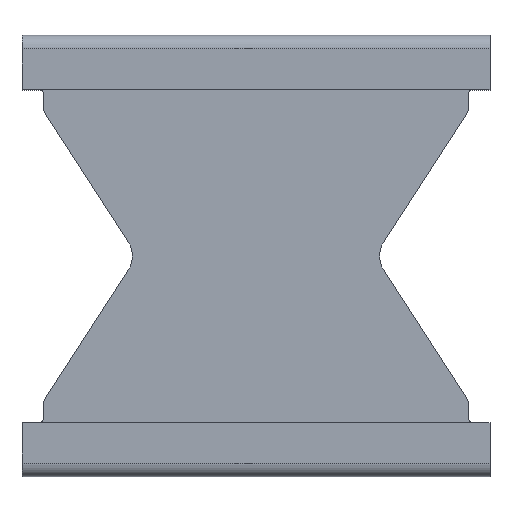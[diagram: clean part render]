
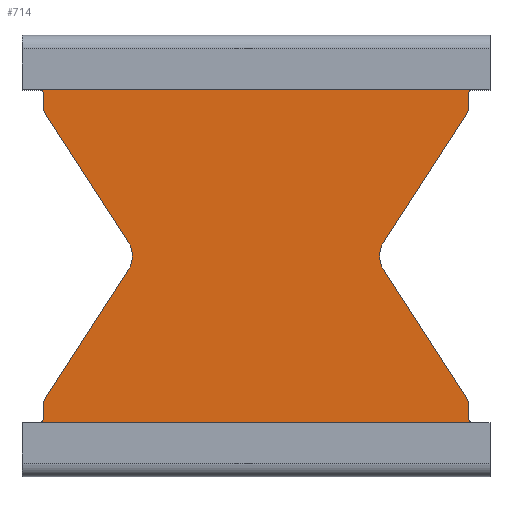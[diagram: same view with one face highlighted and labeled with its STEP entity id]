
A CAD part, top view. The second image highlights one B-rep face of the part: STEP entity #714.
In plain terms, the highlighted planar face has unit normal (0, 0, 1).
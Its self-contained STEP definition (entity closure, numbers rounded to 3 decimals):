
#68=FACE_OUTER_BOUND('',#106,.T.);
#106=EDGE_LOOP('',(#631,#632,#633,#634,#635,#636,#637,#638,#639,#640,#641,
#642,#643,#644,#645,#646,#647,#648,#649,#650));
#108=CIRCLE('',#741,5.);
#110=CIRCLE('',#749,1.);
#112=CIRCLE('',#753,1.);
#116=CIRCLE('',#759,1.);
#117=CIRCLE('',#762,1.);
#126=CIRCLE('',#781,5.);
#127=CIRCLE('',#792,1.);
#128=CIRCLE('',#795,1.);
#129=CIRCLE('',#798,1.);
#130=CIRCLE('',#801,1.);
#144=LINE('',#1054,#218);
#148=LINE('',#1066,#222);
#156=LINE('',#1091,#230);
#160=LINE('',#1102,#234);
#190=LINE('',#1179,#264);
#194=LINE('',#1188,#268);
#195=LINE('',#1191,#269);
#198=LINE('',#1199,#272);
#201=LINE('',#1210,#275);
#204=LINE('',#1217,#278);
#218=VECTOR('',#839,28.623);
#222=VECTOR('',#851,2.805);
#230=VECTOR('',#877,2.805);
#234=VECTOR('',#889,28.623);
#264=VECTOR('',#961,120.128);
#268=VECTOR('',#973,120.128);
#269=VECTOR('',#976,28.623);
#272=VECTOR('',#985,2.805);
#275=VECTOR('',#1000,2.805);
#278=VECTOR('',#1009,28.623);
#286=VERTEX_POINT('',#1029);
#287=VERTEX_POINT('',#1030);
#291=VERTEX_POINT('',#1039);
#294=VERTEX_POINT('',#1047);
#296=VERTEX_POINT('',#1053);
#298=VERTEX_POINT('',#1059);
#300=VERTEX_POINT('',#1065);
#307=VERTEX_POINT('',#1086);
#308=VERTEX_POINT('',#1090);
#310=VERTEX_POINT('',#1096);
#334=VERTEX_POINT('',#1165);
#335=VERTEX_POINT('',#1166);
#336=VERTEX_POINT('',#1173);
#338=VERTEX_POINT('',#1182);
#339=VERTEX_POINT('',#1190);
#340=VERTEX_POINT('',#1194);
#341=VERTEX_POINT('',#1198);
#342=VERTEX_POINT('',#1205);
#343=VERTEX_POINT('',#1209);
#344=VERTEX_POINT('',#1213);
#352=EDGE_CURVE('',#286,#287,#108,.T.);
#363=EDGE_CURVE('',#287,#296,#144,.T.);
#366=EDGE_CURVE('',#296,#298,#110,.T.);
#369=EDGE_CURVE('',#298,#300,#148,.T.);
#372=EDGE_CURVE('',#300,#294,#112,.T.);
#381=EDGE_CURVE('',#291,#307,#116,.T.);
#382=EDGE_CURVE('',#307,#308,#156,.T.);
#385=EDGE_CURVE('',#308,#310,#117,.T.);
#388=EDGE_CURVE('',#310,#286,#160,.T.);
#420=EDGE_CURVE('',#334,#335,#126,.T.);
#427=EDGE_CURVE('',#336,#291,#190,.T.);
#432=EDGE_CURVE('',#294,#338,#194,.T.);
#433=EDGE_CURVE('',#335,#339,#195,.T.);
#435=EDGE_CURVE('',#339,#340,#127,.T.);
#437=EDGE_CURVE('',#340,#341,#198,.T.);
#439=EDGE_CURVE('',#341,#338,#128,.T.);
#440=EDGE_CURVE('',#336,#342,#129,.T.);
#442=EDGE_CURVE('',#342,#343,#201,.T.);
#444=EDGE_CURVE('',#343,#344,#130,.T.);
#446=EDGE_CURVE('',#344,#334,#204,.T.);
#631=ORIENTED_EDGE('',*,*,#432,.T.);
#632=ORIENTED_EDGE('',*,*,#439,.F.);
#633=ORIENTED_EDGE('',*,*,#437,.F.);
#634=ORIENTED_EDGE('',*,*,#435,.F.);
#635=ORIENTED_EDGE('',*,*,#433,.F.);
#636=ORIENTED_EDGE('',*,*,#420,.F.);
#637=ORIENTED_EDGE('',*,*,#446,.F.);
#638=ORIENTED_EDGE('',*,*,#444,.F.);
#639=ORIENTED_EDGE('',*,*,#442,.F.);
#640=ORIENTED_EDGE('',*,*,#440,.F.);
#641=ORIENTED_EDGE('',*,*,#427,.T.);
#642=ORIENTED_EDGE('',*,*,#381,.T.);
#643=ORIENTED_EDGE('',*,*,#382,.T.);
#644=ORIENTED_EDGE('',*,*,#385,.T.);
#645=ORIENTED_EDGE('',*,*,#388,.T.);
#646=ORIENTED_EDGE('',*,*,#352,.T.);
#647=ORIENTED_EDGE('',*,*,#363,.T.);
#648=ORIENTED_EDGE('',*,*,#366,.T.);
#649=ORIENTED_EDGE('',*,*,#369,.T.);
#650=ORIENTED_EDGE('',*,*,#372,.T.);
#676=PLANE('',#803);
#714=ADVANCED_FACE('',(#68),#676,.T.);
#741=AXIS2_PLACEMENT_3D('',#1031,#818,#819);
#749=AXIS2_PLACEMENT_3D('',#1060,#844,#845);
#753=AXIS2_PLACEMENT_3D('',#1071,#856,#857);
#759=AXIS2_PLACEMENT_3D('',#1088,#873,#874);
#762=AXIS2_PLACEMENT_3D('',#1097,#882,#883);
#781=AXIS2_PLACEMENT_3D('',#1167,#946,#947);
#792=AXIS2_PLACEMENT_3D('',#1195,#980,#981);
#795=AXIS2_PLACEMENT_3D('',#1202,#989,#990);
#798=AXIS2_PLACEMENT_3D('',#1206,#995,#996);
#801=AXIS2_PLACEMENT_3D('',#1214,#1004,#1005);
#803=AXIS2_PLACEMENT_3D('',#1218,#1010,#1011);
#818=DIRECTION('center_axis',(0.,0.,-1.));
#819=DIRECTION('ref_axis',(-1.,0.,0.));
#839=DIRECTION('',(-0.543,-0.84,0.));
#844=DIRECTION('center_axis',(0.,0.,1.));
#845=DIRECTION('ref_axis',(-1.,0.,0.));
#851=DIRECTION('',(0.,-1.,0.));
#856=DIRECTION('center_axis',(0.,0.,-1.));
#857=DIRECTION('ref_axis',(-1.,0.,0.));
#873=DIRECTION('center_axis',(0.,0.,-1.));
#874=DIRECTION('ref_axis',(-1.,0.,0.));
#877=DIRECTION('',(0.,-1.,0.));
#882=DIRECTION('center_axis',(0.,0.,1.));
#883=DIRECTION('ref_axis',(-1.,0.,0.));
#889=DIRECTION('',(0.543,-0.84,0.));
#946=DIRECTION('center_axis',(0.,0.,1.));
#947=DIRECTION('ref_axis',(1.,0.,0.));
#961=DIRECTION('',(-1.,0.,0.));
#973=DIRECTION('',(1.,0.,0.));
#976=DIRECTION('',(0.543,-0.84,0.));
#980=DIRECTION('center_axis',(0.,0.,-1.));
#981=DIRECTION('ref_axis',(1.,0.,0.));
#985=DIRECTION('',(0.,-1.,0.));
#989=DIRECTION('center_axis',(0.,0.,1.));
#990=DIRECTION('ref_axis',(1.,0.,0.));
#995=DIRECTION('center_axis',(0.,0.,1.));
#996=DIRECTION('ref_axis',(1.,0.,0.));
#1000=DIRECTION('',(0.,-1.,0.));
#1004=DIRECTION('center_axis',(0.,0.,-1.));
#1005=DIRECTION('ref_axis',(1.,0.,0.));
#1009=DIRECTION('',(-0.543,-0.84,0.));
#1010=DIRECTION('center_axis',(0.,0.,1.));
#1011=DIRECTION('ref_axis',(1.,0.,0.));
#1029=CARTESIAN_POINT('',(377.857,497.627,0.5));
#1030=CARTESIAN_POINT('',(377.857,492.199,0.5));
#1031=CARTESIAN_POINT('Origin',(373.658,494.913,0.5));
#1039=CARTESIAN_POINT('',(361.594,525.913,0.5));
#1047=CARTESIAN_POINT('',(361.594,463.913,0.5));
#1053=CARTESIAN_POINT('',(362.318,468.161,0.5));
#1054=CARTESIAN_POINT('',(377.857,492.199,0.5));
#1059=CARTESIAN_POINT('',(362.158,467.618,0.5));
#1060=CARTESIAN_POINT('Origin',(363.158,467.618,0.5));
#1065=CARTESIAN_POINT('',(362.158,464.813,0.5));
#1066=CARTESIAN_POINT('',(362.158,467.618,0.5));
#1071=CARTESIAN_POINT('Origin',(361.158,464.813,0.5));
#1086=CARTESIAN_POINT('',(362.158,525.013,0.5));
#1088=CARTESIAN_POINT('Origin',(361.158,525.013,0.5));
#1090=CARTESIAN_POINT('',(362.158,522.208,0.5));
#1091=CARTESIAN_POINT('',(362.158,525.013,0.5));
#1096=CARTESIAN_POINT('',(362.318,521.665,0.5));
#1097=CARTESIAN_POINT('Origin',(363.158,522.208,0.5));
#1102=CARTESIAN_POINT('',(362.318,521.665,0.5));
#1165=CARTESIAN_POINT('',(425.459,497.627,0.5));
#1166=CARTESIAN_POINT('',(425.459,492.199,0.5));
#1167=CARTESIAN_POINT('Origin',(429.658,494.913,0.5));
#1173=CARTESIAN_POINT('',(441.722,525.913,0.5));
#1179=CARTESIAN_POINT('',(441.722,525.913,0.5));
#1182=CARTESIAN_POINT('',(441.722,463.913,0.5));
#1188=CARTESIAN_POINT('',(321.594,463.913,0.5));
#1190=CARTESIAN_POINT('',(440.997,468.161,0.5));
#1191=CARTESIAN_POINT('',(425.459,492.199,0.5));
#1194=CARTESIAN_POINT('',(441.158,467.618,0.5));
#1195=CARTESIAN_POINT('Origin',(440.158,467.618,0.5));
#1198=CARTESIAN_POINT('',(441.158,464.813,0.5));
#1199=CARTESIAN_POINT('',(441.158,467.618,0.5));
#1202=CARTESIAN_POINT('Origin',(442.158,464.813,0.5));
#1205=CARTESIAN_POINT('',(441.158,525.013,0.5));
#1206=CARTESIAN_POINT('Origin',(442.158,525.013,0.5));
#1209=CARTESIAN_POINT('',(441.158,522.208,0.5));
#1210=CARTESIAN_POINT('',(441.158,525.013,0.5));
#1213=CARTESIAN_POINT('',(440.997,521.665,0.5));
#1214=CARTESIAN_POINT('Origin',(440.158,522.208,0.5));
#1217=CARTESIAN_POINT('',(440.997,521.665,0.5));
#1218=CARTESIAN_POINT('Origin',(381.658,494.913,0.5));
